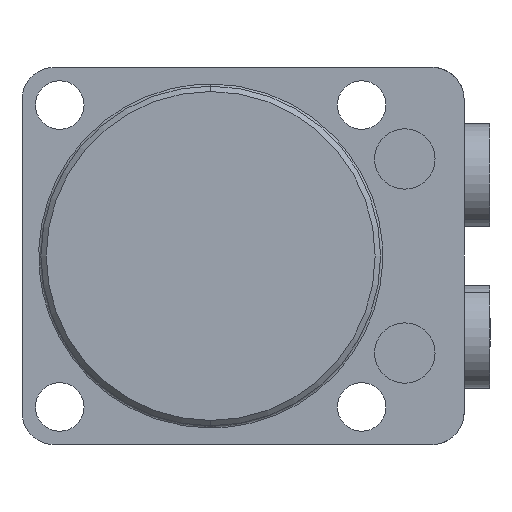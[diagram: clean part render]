
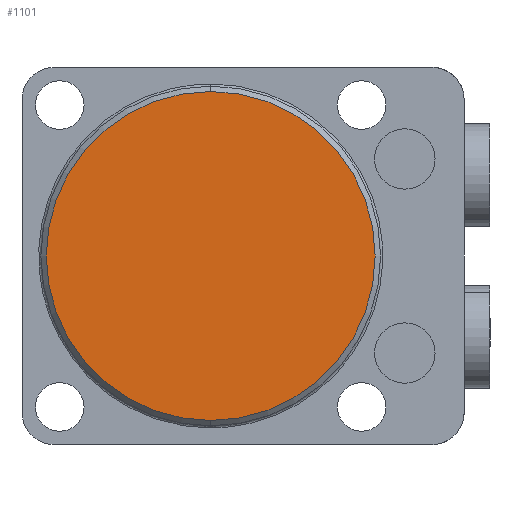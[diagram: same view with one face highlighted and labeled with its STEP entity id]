
A CAD part, front view. The second image highlights one B-rep face of the part: STEP entity #1101.
In plain terms, the highlighted planar face has unit normal (0, -1, 0).
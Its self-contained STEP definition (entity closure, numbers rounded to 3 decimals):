
#55 = EDGE_CURVE ( 'NONE', #2351, #2301, #1232, .T. ) ;
#222 = AXIS2_PLACEMENT_3D ( 'NONE', #3706, #3705, #3704 ) ;
#596 = AXIS2_PLACEMENT_3D ( 'NONE', #2920, #2915, #2914 ) ;
#1101 = ADVANCED_FACE ( 'NONE', ( #1329 ), #2918, .T. ) ;
#1232 = CIRCLE ( 'NONE', #3712, 30.5 ) ;
#1329 = FACE_OUTER_BOUND ( 'NONE', #4356, .T. ) ;
#1448 = CIRCLE ( 'NONE', #222, 30.5 ) ;
#2063 = DIRECTION ( 'NONE',  ( 0., 0., 1. ) ) ;
#2064 = DIRECTION ( 'NONE',  ( 0., 1., 0. ) ) ;
#2065 = CARTESIAN_POINT ( 'NONE',  ( 0., -57.5, 0. ) ) ;
#2301 = VERTEX_POINT ( 'NONE', #2627 ) ;
#2351 = VERTEX_POINT ( 'NONE', #2578 ) ;
#2413 = ORIENTED_EDGE ( 'NONE', *, *, #3478, .F. ) ;
#2414 = ORIENTED_EDGE ( 'NONE', *, *, #55, .F. ) ;
#2578 = CARTESIAN_POINT ( 'NONE',  ( 0., -57.5, 30.5 ) ) ;
#2627 = CARTESIAN_POINT ( 'NONE',  ( 0., -57.5, -30.5 ) ) ;
#2914 = DIRECTION ( 'NONE',  ( 0., 0., -1. ) ) ;
#2915 = DIRECTION ( 'NONE',  ( 0., -1., 0. ) ) ;
#2918 = PLANE ( 'NONE',  #596 ) ;
#2920 = CARTESIAN_POINT ( 'NONE',  ( 0., -57.5, 0. ) ) ;
#3478 = EDGE_CURVE ( 'NONE', #2301, #2351, #1448, .T. ) ;
#3704 = DIRECTION ( 'NONE',  ( 0., 0., 1. ) ) ;
#3705 = DIRECTION ( 'NONE',  ( 0., 1., 0. ) ) ;
#3706 = CARTESIAN_POINT ( 'NONE',  ( 0., -57.5, 0. ) ) ;
#3712 = AXIS2_PLACEMENT_3D ( 'NONE', #2065, #2064, #2063 ) ;
#4356 = EDGE_LOOP ( 'NONE', ( #2414, #2413 ) ) ;
